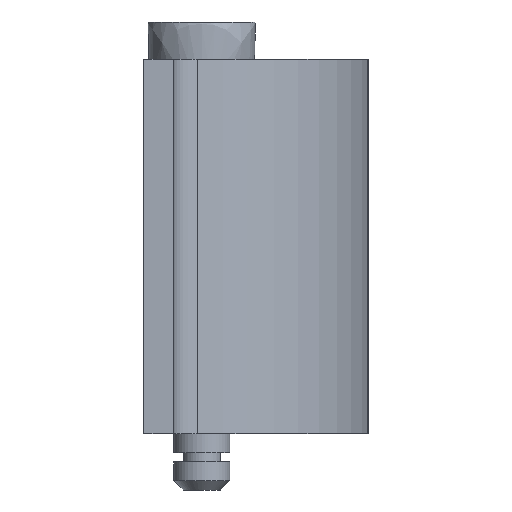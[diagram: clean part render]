
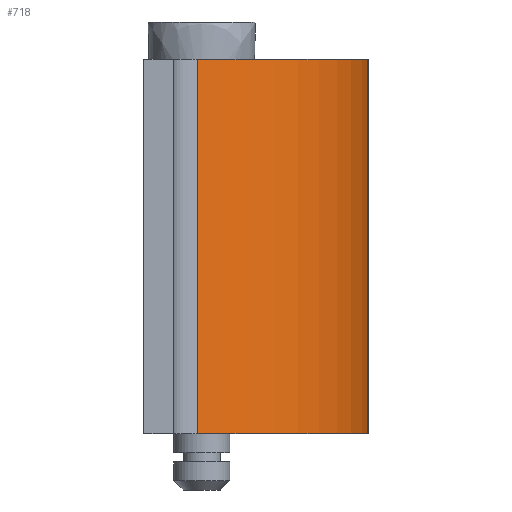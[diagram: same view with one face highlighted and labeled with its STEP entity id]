
A CAD part, left-side view. The second image highlights one B-rep face of the part: STEP entity #718.
In plain terms, the highlighted free-form (B-spline) face has degree [1, 2] with [2, 3] control points.
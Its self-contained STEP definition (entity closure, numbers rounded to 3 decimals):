
#178=CARTESIAN_POINT('',(-14.806,0.228,23.0));
#179=VERTEX_POINT('',#178);
#193=CARTESIAN_POINT('',(-5.175,-8.865,23.0));
#194=VERTEX_POINT('',#193);
#195=CARTESIAN_POINT('',(-5.175,-8.865,23.0));
#196=CARTESIAN_POINT('',(-13.152,-7.667,23.0));
#197=CARTESIAN_POINT('',(-14.806,0.228,23.0));
#205=(BOUNDED_CURVE()B_SPLINE_CURVE(2,(#195,#196,#197),.UNSPECIFIED.,.F.,.U.)CURVE()GEOMETRIC_REPRESENTATION_ITEM()QUASI_UNIFORM_CURVE()RATIONAL_B_SPLINE_CURVE((1.0,0.821,1.0))REPRESENTATION_ITEM(''));
#206=EDGE_CURVE('',#194,#179,#205,.T.);
#348=CARTESIAN_POINT('',(-5.175,-8.865,3.0));
#349=VERTEX_POINT('',#348);
#365=CARTESIAN_POINT('',(-14.806,0.228,3.0));
#366=VERTEX_POINT('',#365);
#367=CARTESIAN_POINT('',(-5.175,-8.865,3.0));
#368=CARTESIAN_POINT('',(-13.152,-7.667,3.));
#369=CARTESIAN_POINT('',(-14.806,0.228,3.0));
#377=(BOUNDED_CURVE()B_SPLINE_CURVE(2,(#367,#368,#369),.UNSPECIFIED.,.F.,.U.)CURVE()GEOMETRIC_REPRESENTATION_ITEM()QUASI_UNIFORM_CURVE()RATIONAL_B_SPLINE_CURVE((1.0,0.821,1.0))REPRESENTATION_ITEM(''));
#378=EDGE_CURVE('',#349,#366,#377,.T.);
#684=CARTESIAN_POINT('',(-5.175,-8.865,3.0));
#685=CARTESIAN_POINT('',(-5.175,-8.865,23.0));
#686=QUASI_UNIFORM_CURVE('',1,(#684,#685),.UNSPECIFIED.,.F.,.U.);
#687=EDGE_CURVE('',#349,#194,#686,.T.);
#694=CARTESIAN_POINT('',(-4.8,-8.915,2.5));
#695=CARTESIAN_POINT('',(-4.8,-8.915,23.512));
#696=CARTESIAN_POINT('',(-13.602,-7.886,2.5));
#697=CARTESIAN_POINT('',(-13.602,-7.886,23.513));
#698=CARTESIAN_POINT('',(-14.923,0.878,2.5));
#699=CARTESIAN_POINT('',(-14.923,0.878,23.513));
#707=(BOUNDED_SURFACE()B_SPLINE_SURFACE(1,2,((#694,#696,#698),(#695,#697,#699)),.UNSPECIFIED.,.F.,.F.,.U.)B_SPLINE_SURFACE_WITH_KNOTS((2,2),(3,3),(0.0,21.012),(0.0,15.697),.UNSPECIFIED.)GEOMETRIC_REPRESENTATION_ITEM()RATIONAL_B_SPLINE_SURFACE(((1.0,0.792,0.993),(1.0,0.792,0.993)))REPRESENTATION_ITEM('')SURFACE());
#708=ORIENTED_EDGE('',*,*,#206,.T.);
#709=CARTESIAN_POINT('',(-14.806,0.228,3.0));
#710=CARTESIAN_POINT('',(-14.806,0.228,23.0));
#711=QUASI_UNIFORM_CURVE('',1,(#709,#710),.UNSPECIFIED.,.F.,.U.);
#712=EDGE_CURVE('',#366,#179,#711,.T.);
#713=ORIENTED_EDGE('',*,*,#712,.F.);
#714=ORIENTED_EDGE('',*,*,#378,.F.);
#715=ORIENTED_EDGE('',*,*,#687,.T.);
#716=EDGE_LOOP('',(#708,#713,#714,#715));
#717=FACE_OUTER_BOUND('',#716,.T.);
#718=ADVANCED_FACE('',(#717),#707,.T.);
